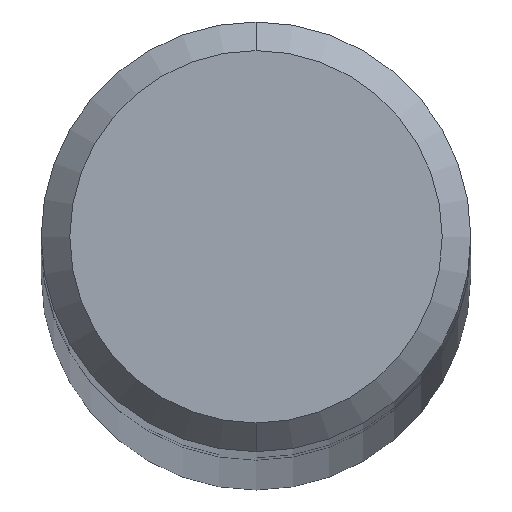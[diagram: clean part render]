
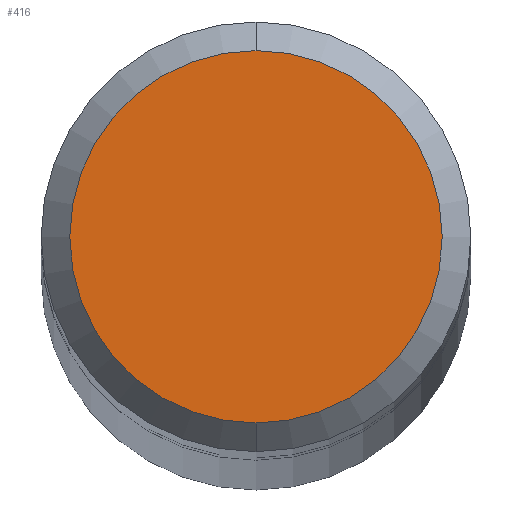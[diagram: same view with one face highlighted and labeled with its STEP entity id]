
A CAD part, top view. The second image highlights one B-rep face of the part: STEP entity #416.
In plain terms, the highlighted planar face has unit normal (0, 0, 1).
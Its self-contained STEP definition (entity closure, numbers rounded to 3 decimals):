
#234=VERTEX_POINT('',#527);
#274=EDGE_CURVE('',#234,#360,#572,.T.);
#312=EDGE_CURVE('',#360,#234,#615,.T.);
#360=VERTEX_POINT('',#666);
#416=ADVANCED_FACE('',(#728),#729,.T.);
#527=CARTESIAN_POINT('',(0.,-2.6,0.));
#572=CIRCLE('',#964,2.6);
#615=CIRCLE('',#1028,2.6);
#666=CARTESIAN_POINT('',(0.0,2.6,0.));
#728=FACE_OUTER_BOUND('',#1287,.T.);
#729=PLANE('',#1288);
#964=AXIS2_PLACEMENT_3D('',#1502,#1503,#1504);
#1028=AXIS2_PLACEMENT_3D('',#1565,#1566,#1567);
#1287=EDGE_LOOP('',(#1671,#1672));
#1288=AXIS2_PLACEMENT_3D('',#1673,#1674,#1675);
#1502=CARTESIAN_POINT('',(0.0,0.0,0.));
#1503=DIRECTION('',(0.0,0.0,-1.0));
#1504=DIRECTION('',(0.0,1.0,0.0));
#1565=CARTESIAN_POINT('',(0.0,0.0,0.));
#1566=DIRECTION('',(0.0,0.0,-1.0));
#1567=DIRECTION('',(0.0,1.0,0.0));
#1671=ORIENTED_EDGE('',*,*,#312,.F.);
#1672=ORIENTED_EDGE('',*,*,#274,.F.);
#1673=CARTESIAN_POINT('',(0.0,1.3,0.));
#1674=DIRECTION('',(-0.0,0.0,1.0));
#1675=DIRECTION('',(0.0,-1.0,0.0));
